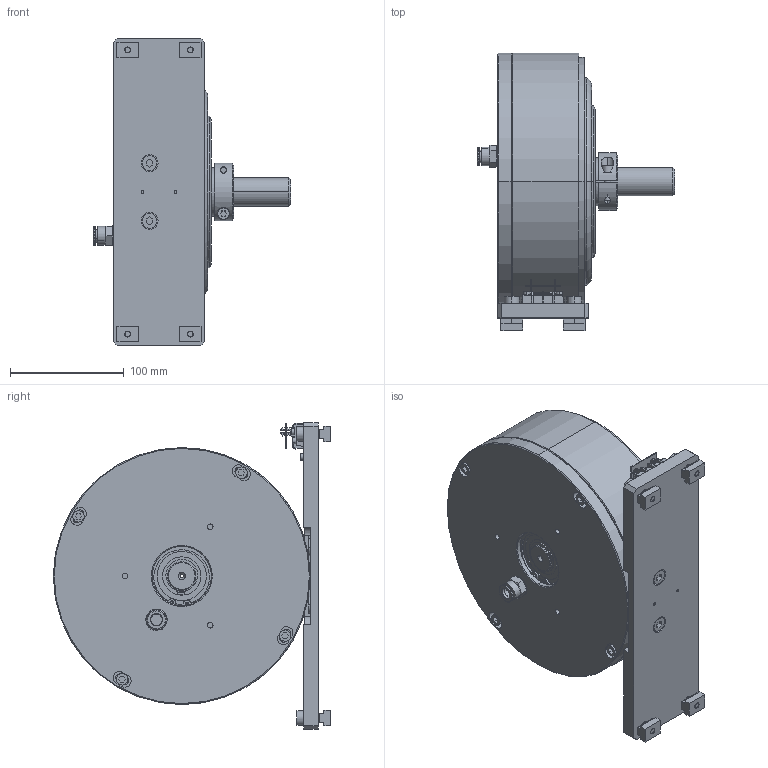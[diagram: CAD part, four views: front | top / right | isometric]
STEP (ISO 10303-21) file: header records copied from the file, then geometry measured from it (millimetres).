
FILE_DESCRIPTION (( 'STEP AP203' ), '1' );
FILE_NAME ('AHB-12_H.stp', '2023-02-15T14:29:42', ( 'magtrol' ), ( '' ), 'SwSTEP 2.0', 'SolidWorks 2020', '' );
FILE_SCHEMA (( 'CONFIG_CONTROL_DESIGN' ));
Length unit declared in the file: millimetre
Products named in the file (1): AHB-12_H
Bounding box: 173.5 x 244.03 x 270 mm (x, y, z)
Surface area: 278379.9 mm2 (no closed solid volume)
Topology: 0 solids, 56 shells, 707 faces, 2544 edges, 1879 vertices
Faces by surface type: cylinder 301, plane 298, cone 77, torus 17, bspline 14
Entity records: 29154 total; most frequent: CARTESIAN_POINT 7589, DIRECTION 4592, ORIENTED_EDGE 3898, EDGE_CURVE 2544, VERTEX_POINT 1879, AXIS2_PLACEMENT_3D 1666, VECTOR 1260, LINE 1260
